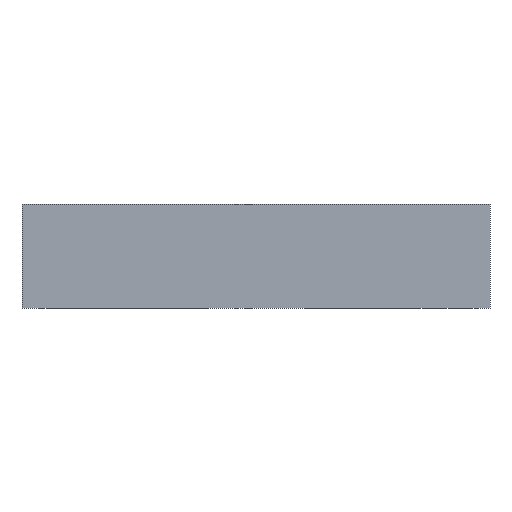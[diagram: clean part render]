
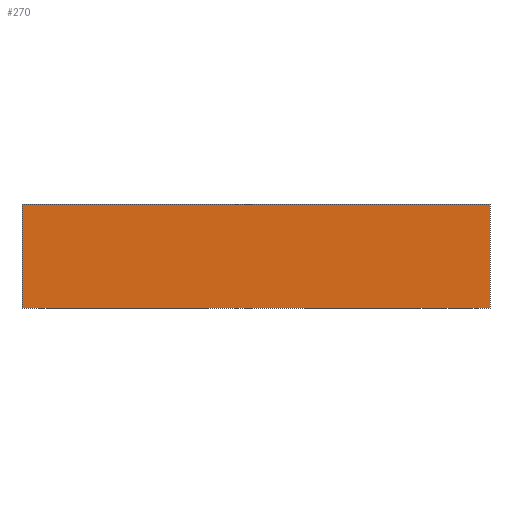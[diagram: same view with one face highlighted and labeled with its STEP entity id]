
A CAD part, front view. The second image highlights one B-rep face of the part: STEP entity #270.
In plain terms, the highlighted planar face has unit normal (0, -1, 0).
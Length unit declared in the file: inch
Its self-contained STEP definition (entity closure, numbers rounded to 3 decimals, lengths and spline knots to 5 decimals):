
#270 = ADVANCED_FACE( '', ( #658 ), #659, .F. );
#658 = FACE_OUTER_BOUND( '', #1173, .T. );
#659 = PLANE( '', #1174 );
#1173 = EDGE_LOOP( '', ( #2004, #2005, #2006, #2007 ) );
#1174 = AXIS2_PLACEMENT_3D( '', #2008, #2009, #2010 );
#2004 = ORIENTED_EDGE( '', *, *, #3170, .T. );
#2005 = ORIENTED_EDGE( '', *, *, #3171, .F. );
#2006 = ORIENTED_EDGE( '', *, *, #3172, .F. );
#2007 = ORIENTED_EDGE( '', *, *, #2990, .T. );
#2008 = CARTESIAN_POINT( '', ( 4.5, 0., 1. ) );
#2009 = DIRECTION( '', ( 0., 1., 0. ) );
#2010 = DIRECTION( '', ( 0., 0., 1. ) );
#2990 = EDGE_CURVE( '', #3621, #3619, #3622, .T. );
#3170 = EDGE_CURVE( '', #3619, #3903, #3904, .T. );
#3171 = EDGE_CURVE( '', #3905, #3903, #3906, .T. );
#3172 = EDGE_CURVE( '', #3621, #3905, #3907, .T. );
#3619 = VERTEX_POINT( '', #4472 );
#3621 = VERTEX_POINT( '', #4475 );
#3622 = LINE( '', #4476, #4477 );
#3903 = VERTEX_POINT( '', #4863 );
#3904 = LINE( '', #4864, #4865 );
#3905 = VERTEX_POINT( '', #4866 );
#3906 = LINE( '', #4867, #4868 );
#3907 = LINE( '', #4869, #4870 );
#4472 = CARTESIAN_POINT( '', ( 0., 0., 1. ) );
#4475 = CARTESIAN_POINT( '', ( 4.5, 0., 1. ) );
#4476 = CARTESIAN_POINT( '', ( 4.5, 0., 1. ) );
#4477 = VECTOR( '', #5435, 39.37008 );
#4863 = CARTESIAN_POINT( '', ( 0., 0., 0. ) );
#4864 = CARTESIAN_POINT( '', ( 0., 0., 1. ) );
#4865 = VECTOR( '', #5637, 39.37008 );
#4866 = CARTESIAN_POINT( '', ( 4.5, 0., 0. ) );
#4867 = CARTESIAN_POINT( '', ( 4.5, 0., 0. ) );
#4868 = VECTOR( '', #5638, 39.37008 );
#4869 = CARTESIAN_POINT( '', ( 4.5, 0., 1. ) );
#4870 = VECTOR( '', #5639, 39.37008 );
#5435 = DIRECTION( '', ( -1., 0., 0. ) );
#5637 = DIRECTION( '', ( 0., 0., -1. ) );
#5638 = DIRECTION( '', ( -1., 0., 0. ) );
#5639 = DIRECTION( '', ( 0., 0., -1. ) );
